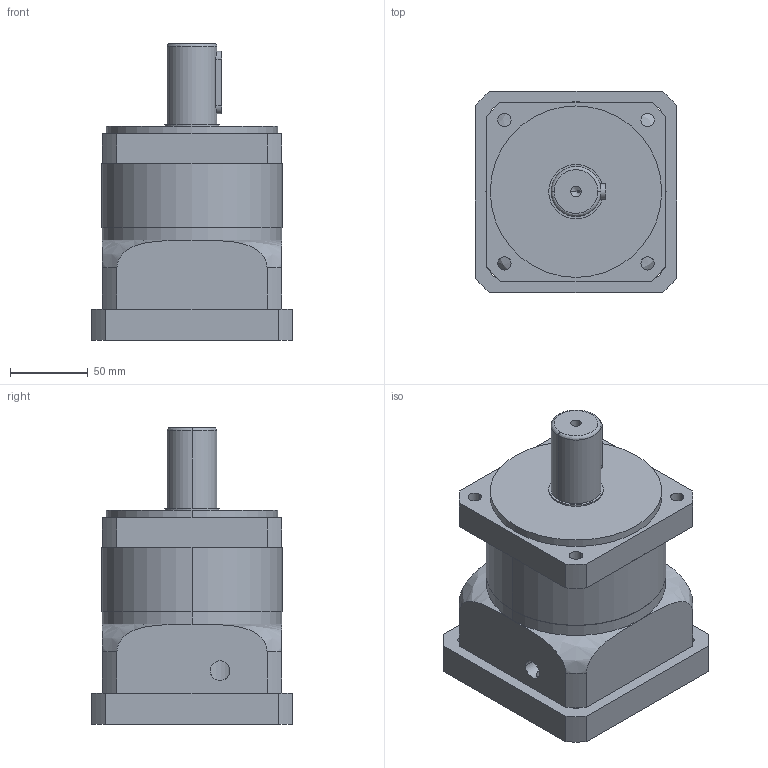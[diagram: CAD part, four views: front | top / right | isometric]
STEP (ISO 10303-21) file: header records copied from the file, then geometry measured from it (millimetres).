
FILE_DESCRIPTION (( 'STEP AP203' ), '1' );
FILE_NAME ('DH120-L1-XX-24-110-145-M8(連接法蘭)_2024.STEP', '2024-03-08T05:13:11', ( '' ), ( '' ), 'SwSTEP 2.0', 'SolidWorks 2016', '' );
FILE_SCHEMA (( 'CONFIG_CONTROL_DESIGN' ));
Length unit declared in the file: millimetre
Products named in the file (1): DH120-L1-XX-24-110-145-M8(連接法蘭)_2024
Bounding box: 129 x 129 x 190.5 mm (x, y, z)
Volume: 1550021.2 mm3; surface area: 210737.5 mm2
Topology: 5 solids, 5 shells, 341 faces, 815 edges, 528 vertices
Faces by surface type: plane 154, cylinder 139, bspline 30, cone 18
Entity records: 11069 total; most frequent: CARTESIAN_POINT 3003, DIRECTION 1698, ORIENTED_EDGE 1610, EDGE_CURVE 805, AXIS2_PLACEMENT_3D 635, VERTEX_POINT 528, LINE 428, VECTOR 428
